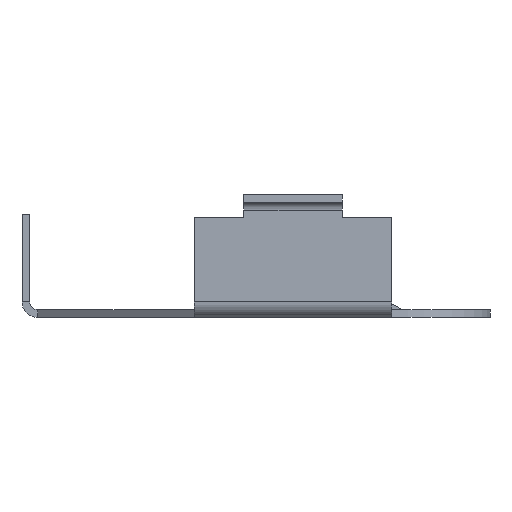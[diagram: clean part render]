
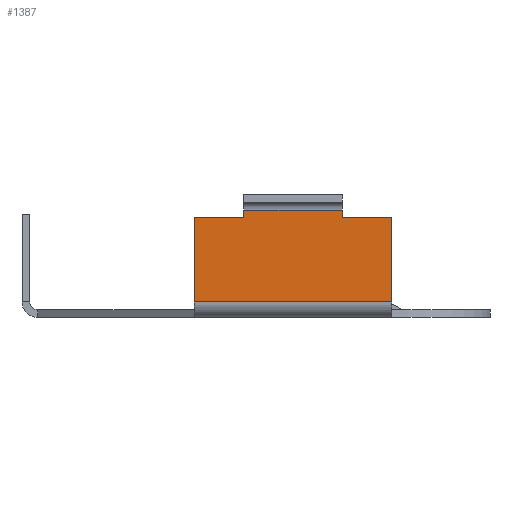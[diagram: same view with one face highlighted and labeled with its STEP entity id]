
A CAD part, left-side view. The second image highlights one B-rep face of the part: STEP entity #1387.
In plain terms, the highlighted planar face has unit normal (-1, 0, 0).
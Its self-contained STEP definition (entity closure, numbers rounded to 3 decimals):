
#28 = VERTEX_POINT ( 'NONE', #2877 ) ;
#79 = VECTOR ( 'NONE', #1640, 1000. ) ;
#267 = VERTEX_POINT ( 'NONE', #2927 ) ;
#289 = LINE ( 'NONE', #2012, #3523 ) ;
#444 = LINE ( 'NONE', #2133, #2393 ) ;
#460 = LINE ( 'NONE', #1818, #2952 ) ;
#462 = ORIENTED_EDGE ( 'NONE', *, *, #2647, .F. ) ;
#490 = ORIENTED_EDGE ( 'NONE', *, *, #3136, .F. ) ;
#594 = CARTESIAN_POINT ( 'NONE',  ( -8.439, -3.166, 0.25 ) ) ;
#825 = CARTESIAN_POINT ( 'NONE',  ( -8.439, 1.597, 3.207 ) ) ;
#844 = EDGE_LOOP ( 'NONE', ( #3148, #3043, #2016, #490, #462, #1650, #1169, #1639 ) ) ;
#878 = VERTEX_POINT ( 'NONE', #3228 ) ;
#925 = VERTEX_POINT ( 'NONE', #2736 ) ;
#937 = CARTESIAN_POINT ( 'NONE',  ( -8.439, 1.597, 2.977 ) ) ;
#964 = DIRECTION ( 'NONE',  ( 0., -1., 0. ) ) ;
#1169 = ORIENTED_EDGE ( 'NONE', *, *, #3421, .F. ) ;
#1227 = CARTESIAN_POINT ( 'NONE',  ( -8.439, -3.166, 3.207 ) ) ;
#1242 = CARTESIAN_POINT ( 'NONE',  ( -8.439, 3.184, -0.593 ) ) ;
#1387 = ADVANCED_FACE ( 'NONE', ( #2339 ), #3480, .T. ) ;
#1460 = CARTESIAN_POINT ( 'NONE',  ( -8.439, -3.166, -12.765 ) ) ;
#1476 = VERTEX_POINT ( 'NONE', #2231 ) ;
#1485 = LINE ( 'NONE', #1227, #1881 ) ;
#1623 = CARTESIAN_POINT ( 'NONE',  ( -8.439, -3.166, 2.977 ) ) ;
#1639 = ORIENTED_EDGE ( 'NONE', *, *, #2737, .F. ) ;
#1640 = DIRECTION ( 'NONE',  ( 0., 0., -1. ) ) ;
#1650 = ORIENTED_EDGE ( 'NONE', *, *, #2130, .T. ) ;
#1690 = VECTOR ( 'NONE', #3555, 1000. ) ;
#1751 = LINE ( 'NONE', #2894, #1690 ) ;
#1802 = DIRECTION ( 'NONE',  ( 0., 1., 0. ) ) ;
#1818 = CARTESIAN_POINT ( 'NONE',  ( -8.439, -1.578, 2.977 ) ) ;
#1881 = VECTOR ( 'NONE', #1802, 1000. ) ;
#1990 = VERTEX_POINT ( 'NONE', #594 ) ;
#2012 = CARTESIAN_POINT ( 'NONE',  ( -8.439, -3.166, 0.25 ) ) ;
#2016 = ORIENTED_EDGE ( 'NONE', *, *, #3073, .F. ) ;
#2093 = DIRECTION ( 'NONE',  ( -1., 0., 0. ) ) ;
#2130 = EDGE_CURVE ( 'NONE', #925, #3275, #1485, .T. ) ;
#2133 = CARTESIAN_POINT ( 'NONE',  ( -8.439, 3.184, 2.977 ) ) ;
#2134 = LINE ( 'NONE', #1242, #2654 ) ;
#2165 = DIRECTION ( 'NONE',  ( 0., -1., 0. ) ) ;
#2231 = CARTESIAN_POINT ( 'NONE',  ( -8.439, 3.184, 0.25 ) ) ;
#2339 = FACE_OUTER_BOUND ( 'NONE', #844, .T. ) ;
#2355 = LINE ( 'NONE', #937, #3064 ) ;
#2380 = DIRECTION ( 'NONE',  ( 0., 0., 1. ) ) ;
#2393 = VECTOR ( 'NONE', #2165, 1000. ) ;
#2647 = EDGE_CURVE ( 'NONE', #925, #267, #3040, .T. ) ;
#2654 = VECTOR ( 'NONE', #2678, 1000. ) ;
#2678 = DIRECTION ( 'NONE',  ( 0., 0., 1. ) ) ;
#2736 = CARTESIAN_POINT ( 'NONE',  ( -8.439, -1.578, 3.207 ) ) ;
#2737 = EDGE_CURVE ( 'NONE', #28, #878, #444, .T. ) ;
#2744 = CARTESIAN_POINT ( 'NONE',  ( -8.439, -1.578, 6.727 ) ) ;
#2784 = VERTEX_POINT ( 'NONE', #1623 ) ;
#2802 = EDGE_CURVE ( 'NONE', #1476, #1990, #289, .T. ) ;
#2877 = CARTESIAN_POINT ( 'NONE',  ( -8.439, 3.184, 2.977 ) ) ;
#2894 = CARTESIAN_POINT ( 'NONE',  ( -8.439, -3.166, 2.977 ) ) ;
#2927 = CARTESIAN_POINT ( 'NONE',  ( -8.439, -1.578, 2.977 ) ) ;
#2952 = VECTOR ( 'NONE', #964, 1000. ) ;
#3040 = LINE ( 'NONE', #2744, #79 ) ;
#3043 = ORIENTED_EDGE ( 'NONE', *, *, #2802, .T. ) ;
#3064 = VECTOR ( 'NONE', #3111, 1000. ) ;
#3073 = EDGE_CURVE ( 'NONE', #2784, #1990, #1751, .T. ) ;
#3110 = DIRECTION ( 'NONE',  ( 0., -1., 0. ) ) ;
#3111 = DIRECTION ( 'NONE',  ( 0., 0., 1. ) ) ;
#3136 = EDGE_CURVE ( 'NONE', #267, #2784, #460, .T. ) ;
#3148 = ORIENTED_EDGE ( 'NONE', *, *, #3167, .F. ) ;
#3167 = EDGE_CURVE ( 'NONE', #1476, #28, #2134, .T. ) ;
#3216 = AXIS2_PLACEMENT_3D ( 'NONE', #1460, #2093, #2380 ) ;
#3228 = CARTESIAN_POINT ( 'NONE',  ( -8.439, 1.597, 2.977 ) ) ;
#3275 = VERTEX_POINT ( 'NONE', #825 ) ;
#3421 = EDGE_CURVE ( 'NONE', #878, #3275, #2355, .T. ) ;
#3480 = PLANE ( 'NONE',  #3216 ) ;
#3523 = VECTOR ( 'NONE', #3110, 1000. ) ;
#3555 = DIRECTION ( 'NONE',  ( 0., 0., -1. ) ) ;
